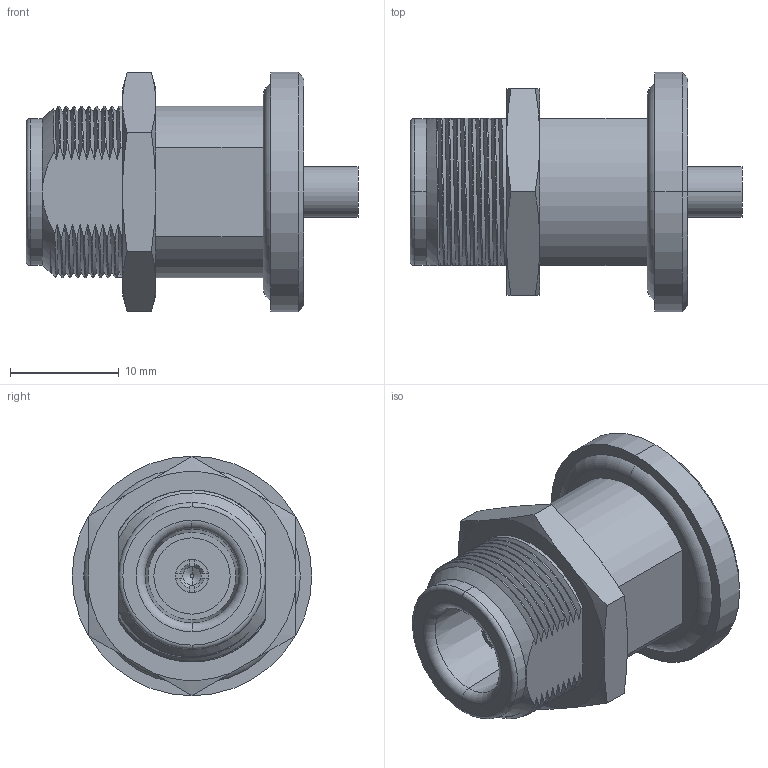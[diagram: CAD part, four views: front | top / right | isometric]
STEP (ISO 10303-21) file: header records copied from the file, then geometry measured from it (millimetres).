
FILE_DESCRIPTION((''),'2;1');
FILE_NAME('2','2021-08-12T',('1111'),(''),'PRO/ENGINEER BY PARAMETRIC TECHNOLOGY CORPORATION, 2012090','PRO/ENGINEER BY PARAMETRIC TECHNOLOGY CORPORATION, 2012090','');
FILE_SCHEMA(('CONFIG_CONTROL_DESIGN'));
Length unit declared in the file: millimetre
Products named in the file (1): 2
Bounding box: 30.5 x 22 x 22 mm (x, y, z)
Volume: 5027.3 mm3; surface area: 2990.7 mm2
Topology: 1 solids, 1 shells, 142 faces, 382 edges, 250 vertices
Faces by surface type: bspline 42, plane 37, cylinder 33, cone 24, torus 6
Entity records: 14988 total; most frequent: CARTESIAN_POINT 11774, ORIENTED_EDGE 764, DIRECTION 497, EDGE_CURVE 382, VERTEX_POINT 250, AXIS2_PLACEMENT_3D 188, B_SPLINE_CURVE_WITH_KNOTS 173, EDGE_LOOP 150
